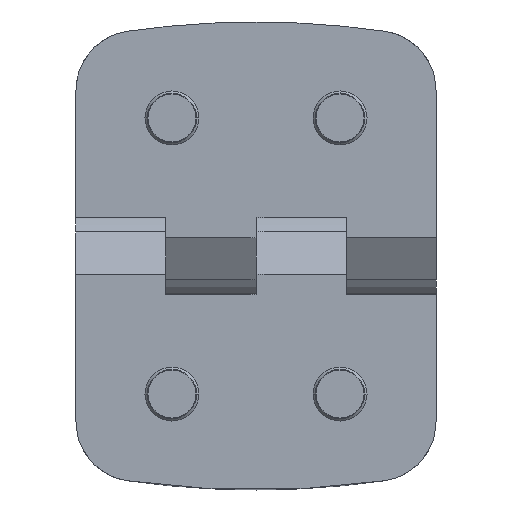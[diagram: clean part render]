
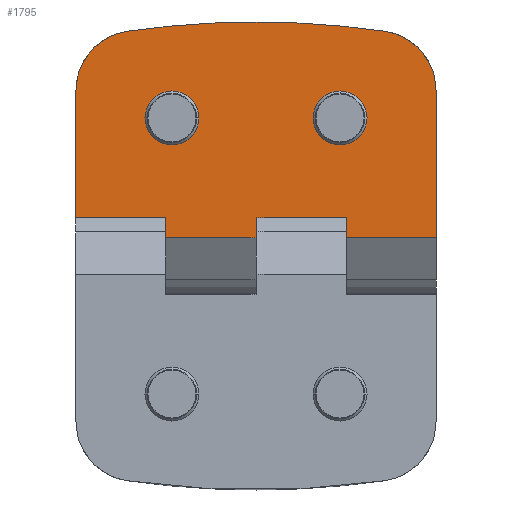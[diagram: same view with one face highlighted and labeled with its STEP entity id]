
A CAD part, left-side view. The second image highlights one B-rep face of the part: STEP entity #1795.
In plain terms, the highlighted planar face has unit normal (-1, 0, 0).
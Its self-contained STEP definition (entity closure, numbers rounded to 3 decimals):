
#236 = CARTESIAN_POINT ( 'NONE',  ( 0., 15., 13.782 ) ) ;
#264 = FACE_OUTER_BOUND ( 'NONE', #2837, .T. ) ;
#275 = ORIENTED_EDGE ( 'NONE', *, *, #3479, .T. ) ;
#292 = ORIENTED_EDGE ( 'NONE', *, *, #2127, .T. ) ;
#307 = ORIENTED_EDGE ( 'NONE', *, *, #4459, .F. ) ;
#321 = VECTOR ( 'NONE', #2638, 1000. ) ;
#327 = CARTESIAN_POINT ( 'NONE',  ( 0., 7., 11.5 ) ) ;
#374 = DIRECTION ( 'NONE',  ( 0., 0., 1. ) ) ;
#399 = EDGE_CURVE ( 'NONE', #1010, #604, #2602, .T. ) ;
#401 = DIRECTION ( 'NONE',  ( -1., 0., 0. ) ) ;
#403 = ORIENTED_EDGE ( 'NONE', *, *, #1922, .F. ) ;
#471 = ORIENTED_EDGE ( 'NONE', *, *, #2021, .T. ) ;
#526 = DIRECTION ( 'NONE',  ( 0., 0., 1. ) ) ;
#561 = CARTESIAN_POINT ( 'NONE',  ( 0., -10., 13.782 ) ) ;
#579 = LINE ( 'NONE', #3075, #3665 ) ;
#594 = VECTOR ( 'NONE', #3961, 1000. ) ;
#604 = VERTEX_POINT ( 'NONE', #3077 ) ;
#632 = EDGE_CURVE ( 'NONE', #4839, #1667, #2457, .T. ) ;
#693 = AXIS2_PLACEMENT_3D ( 'NONE', #3701, #4501, #2419 ) ;
#701 = CARTESIAN_POINT ( 'NONE',  ( 0., -7., 11.5 ) ) ;
#715 = VERTEX_POINT ( 'NONE', #4045 ) ;
#736 = CARTESIAN_POINT ( 'NONE',  ( 0., 7.5, 1.526 ) ) ;
#745 = CARTESIAN_POINT ( 'NONE',  ( 0., -15., 1.526 ) ) ;
#761 = VECTOR ( 'NONE', #1048, 1000. ) ;
#914 = CIRCLE ( 'NONE', #2368, 2.25 ) ;
#944 = CARTESIAN_POINT ( 'NONE',  ( 0., 0., 1.7 ) ) ;
#996 = EDGE_CURVE ( 'NONE', #4792, #3193, #3752, .T. ) ;
#1010 = VERTEX_POINT ( 'NONE', #3821 ) ;
#1048 = DIRECTION ( 'NONE',  ( 0., 1., 0. ) ) ;
#1063 = ORIENTED_EDGE ( 'NONE', *, *, #1415, .T. ) ;
#1159 = DIRECTION ( 'NONE',  ( 0., 0., 1. ) ) ;
#1239 = VECTOR ( 'NONE', #4182, 1000. ) ;
#1248 = DIRECTION ( 'NONE',  ( 0., 0., 1. ) ) ;
#1293 = CARTESIAN_POINT ( 'NONE',  ( 0., 0., 3.2 ) ) ;
#1318 = ORIENTED_EDGE ( 'NONE', *, *, #4492, .T. ) ;
#1340 = CARTESIAN_POINT ( 'NONE',  ( 0., 0., 19.5 ) ) ;
#1343 = CARTESIAN_POINT ( 'NONE',  ( 0., -15., 0. ) ) ;
#1374 = CARTESIAN_POINT ( 'NONE',  ( 0., -7., 9.25 ) ) ;
#1394 = DIRECTION ( 'NONE',  ( 1., 0., 0. ) ) ;
#1415 = EDGE_CURVE ( 'NONE', #3193, #3386, #5319, .T. ) ;
#1435 = DIRECTION ( 'NONE',  ( 0., 0., -1. ) ) ;
#1461 = CARTESIAN_POINT ( 'NONE',  ( 0., 0., 1.526 ) ) ;
#1466 = CARTESIAN_POINT ( 'NONE',  ( 0., 7., 9.25 ) ) ;
#1542 = ORIENTED_EDGE ( 'NONE', *, *, #1575, .T. ) ;
#1575 = EDGE_CURVE ( 'NONE', #715, #4839, #4940, .T. ) ;
#1594 = AXIS2_PLACEMENT_3D ( 'NONE', #3559, #401, #3417 ) ;
#1603 = LINE ( 'NONE', #2178, #2195 ) ;
#1652 = ORIENTED_EDGE ( 'NONE', *, *, #2140, .T. ) ;
#1667 = VERTEX_POINT ( 'NONE', #5332 ) ;
#1716 = EDGE_LOOP ( 'NONE', ( #4416, #3934 ) ) ;
#1795 = ADVANCED_FACE ( 'NONE', ( #3346, #3422, #264 ), #3010, .T. ) ;
#1862 = EDGE_CURVE ( 'NONE', #3386, #2554, #4021, .T. ) ;
#1885 = LINE ( 'NONE', #2709, #761 ) ;
#1922 = EDGE_CURVE ( 'NONE', #4792, #3464, #2441, .T. ) ;
#2001 = VERTEX_POINT ( 'NONE', #3740 ) ;
#2021 = EDGE_CURVE ( 'NONE', #1667, #2001, #1603, .T. ) ;
#2047 = DIRECTION ( 'NONE',  ( -1., 0., 0. ) ) ;
#2127 = EDGE_CURVE ( 'NONE', #604, #3464, #579, .T. ) ;
#2140 = EDGE_CURVE ( 'NONE', #3080, #1010, #3092, .T. ) ;
#2147 = VECTOR ( 'NONE', #3949, 1000. ) ;
#2178 = CARTESIAN_POINT ( 'NONE',  ( 0., 7.5, 3.2 ) ) ;
#2185 = DIRECTION ( 'NONE',  ( 0., 0., -1. ) ) ;
#2195 = VECTOR ( 'NONE', #5076, 1000. ) ;
#2299 = AXIS2_PLACEMENT_3D ( 'NONE', #561, #3407, #4340 ) ;
#2367 = CARTESIAN_POINT ( 'NONE',  ( 0., 0., -55.5 ) ) ;
#2368 = AXIS2_PLACEMENT_3D ( 'NONE', #4099, #2806, #1159 ) ;
#2406 = DIRECTION ( 'NONE',  ( 1., 0., 0. ) ) ;
#2419 = DIRECTION ( 'NONE',  ( 0., 0., 1. ) ) ;
#2441 = LINE ( 'NONE', #3641, #2645 ) ;
#2457 = LINE ( 'NONE', #4333, #2147 ) ;
#2531 = ORIENTED_EDGE ( 'NONE', *, *, #4225, .T. ) ;
#2537 = CARTESIAN_POINT ( 'NONE',  ( 0., -15., 13.782 ) ) ;
#2554 = VERTEX_POINT ( 'NONE', #1340 ) ;
#2562 = CARTESIAN_POINT ( 'NONE',  ( 0., 7.5, 1.7 ) ) ;
#2602 = LINE ( 'NONE', #1293, #1239 ) ;
#2638 = DIRECTION ( 'NONE',  ( 0., 0., 1. ) ) ;
#2645 = VECTOR ( 'NONE', #3655, 1000. ) ;
#2672 = VERTEX_POINT ( 'NONE', #1466 ) ;
#2709 = CARTESIAN_POINT ( 'NONE',  ( 0., 15., 1.526 ) ) ;
#2712 = AXIS2_PLACEMENT_3D ( 'NONE', #2367, #2772, #4414 ) ;
#2743 = CIRCLE ( 'NONE', #2782, 2.25 ) ;
#2772 = DIRECTION ( 'NONE',  ( -1., 0., 0. ) ) ;
#2782 = AXIS2_PLACEMENT_3D ( 'NONE', #3424, #1394, #2185 ) ;
#2806 = DIRECTION ( 'NONE',  ( 1., 0., 0. ) ) ;
#2837 = EDGE_LOOP ( 'NONE', ( #4128, #471, #1318, #307, #1652, #5231, #292, #403, #4741, #1063, #4831, #275, #1542 ) ) ;
#2912 = CARTESIAN_POINT ( 'NONE',  ( 0., 7., 13.75 ) ) ;
#3010 = PLANE ( 'NONE',  #1594 ) ;
#3023 = CARTESIAN_POINT ( 'NONE',  ( 0., -7., 13.75 ) ) ;
#3075 = CARTESIAN_POINT ( 'NONE',  ( 0., -7.5, 1.7 ) ) ;
#3077 = CARTESIAN_POINT ( 'NONE',  ( 0., -7.5, 3.2 ) ) ;
#3080 = VERTEX_POINT ( 'NONE', #1461 ) ;
#3092 = LINE ( 'NONE', #944, #3544 ) ;
#3193 = VERTEX_POINT ( 'NONE', #2537 ) ;
#3227 = VERTEX_POINT ( 'NONE', #2912 ) ;
#3234 = CIRCLE ( 'NONE', #4050, 2.25 ) ;
#3260 = CARTESIAN_POINT ( 'NONE',  ( 0., 10., 13.782 ) ) ;
#3346 = FACE_BOUND ( 'NONE', #1716, .T. ) ;
#3386 = VERTEX_POINT ( 'NONE', #4683 ) ;
#3407 = DIRECTION ( 'NONE',  ( -1., 0., 0. ) ) ;
#3417 = DIRECTION ( 'NONE',  ( 0., 0., 1. ) ) ;
#3422 = FACE_BOUND ( 'NONE', #4041, .T. ) ;
#3424 = CARTESIAN_POINT ( 'NONE',  ( 0., -7., 11.5 ) ) ;
#3428 = CIRCLE ( 'NONE', #3576, 2.25 ) ;
#3464 = VERTEX_POINT ( 'NONE', #4854 ) ;
#3479 = EDGE_CURVE ( 'NONE', #2554, #715, #4576, .T. ) ;
#3510 = VERTEX_POINT ( 'NONE', #736 ) ;
#3544 = VECTOR ( 'NONE', #526, 1000. ) ;
#3556 = DIRECTION ( 'NONE',  ( 0., 0., -1. ) ) ;
#3559 = CARTESIAN_POINT ( 'NONE',  ( 0., 15., 1.7 ) ) ;
#3576 = AXIS2_PLACEMENT_3D ( 'NONE', #327, #2406, #374 ) ;
#3641 = CARTESIAN_POINT ( 'NONE',  ( 0., 15., 1.526 ) ) ;
#3655 = DIRECTION ( 'NONE',  ( 0., 1., 0. ) ) ;
#3664 = EDGE_CURVE ( 'NONE', #5169, #5124, #2743, .T. ) ;
#3665 = VECTOR ( 'NONE', #1435, 1000. ) ;
#3701 = CARTESIAN_POINT ( 'NONE',  ( 0., 0., -55.5 ) ) ;
#3722 = ORIENTED_EDGE ( 'NONE', *, *, #4188, .T. ) ;
#3740 = CARTESIAN_POINT ( 'NONE',  ( 0., 7.5, 3.2 ) ) ;
#3752 = LINE ( 'NONE', #1343, #321 ) ;
#3821 = CARTESIAN_POINT ( 'NONE',  ( 0., 0., 3.2 ) ) ;
#3934 = ORIENTED_EDGE ( 'NONE', *, *, #4057, .T. ) ;
#3949 = DIRECTION ( 'NONE',  ( 0., 0., -1. ) ) ;
#3961 = DIRECTION ( 'NONE',  ( 0., 0., -1. ) ) ;
#4011 = DIRECTION ( 'NONE',  ( 1., 0., 0. ) ) ;
#4021 = CIRCLE ( 'NONE', #693, 75. ) ;
#4041 = EDGE_LOOP ( 'NONE', ( #3722, #2531 ) ) ;
#4045 = CARTESIAN_POINT ( 'NONE',  ( 0., 10.714, 18.731 ) ) ;
#4050 = AXIS2_PLACEMENT_3D ( 'NONE', #701, #4011, #3556 ) ;
#4057 = EDGE_CURVE ( 'NONE', #5124, #5169, #3234, .T. ) ;
#4099 = CARTESIAN_POINT ( 'NONE',  ( 0., 7., 11.5 ) ) ;
#4128 = ORIENTED_EDGE ( 'NONE', *, *, #632, .T. ) ;
#4182 = DIRECTION ( 'NONE',  ( 0., -1., 0. ) ) ;
#4188 = EDGE_CURVE ( 'NONE', #3227, #2672, #914, .T. ) ;
#4225 = EDGE_CURVE ( 'NONE', #2672, #3227, #3428, .T. ) ;
#4333 = CARTESIAN_POINT ( 'NONE',  ( 0., 15., 1.7 ) ) ;
#4340 = DIRECTION ( 'NONE',  ( 0., 0., 1. ) ) ;
#4362 = AXIS2_PLACEMENT_3D ( 'NONE', #3260, #2047, #1248 ) ;
#4414 = DIRECTION ( 'NONE',  ( 0., 0., 1. ) ) ;
#4416 = ORIENTED_EDGE ( 'NONE', *, *, #3664, .T. ) ;
#4459 = EDGE_CURVE ( 'NONE', #3080, #3510, #1885, .T. ) ;
#4492 = EDGE_CURVE ( 'NONE', #2001, #3510, #4617, .T. ) ;
#4501 = DIRECTION ( 'NONE',  ( -1., 0., 0. ) ) ;
#4576 = CIRCLE ( 'NONE', #2712, 75. ) ;
#4617 = LINE ( 'NONE', #2562, #594 ) ;
#4683 = CARTESIAN_POINT ( 'NONE',  ( 0., -10.714, 18.731 ) ) ;
#4741 = ORIENTED_EDGE ( 'NONE', *, *, #996, .T. ) ;
#4792 = VERTEX_POINT ( 'NONE', #745 ) ;
#4831 = ORIENTED_EDGE ( 'NONE', *, *, #1862, .T. ) ;
#4839 = VERTEX_POINT ( 'NONE', #236 ) ;
#4854 = CARTESIAN_POINT ( 'NONE',  ( 0., -7.5, 1.526 ) ) ;
#4940 = CIRCLE ( 'NONE', #4362, 5. ) ;
#5076 = DIRECTION ( 'NONE',  ( 0., -1., 0. ) ) ;
#5124 = VERTEX_POINT ( 'NONE', #3023 ) ;
#5169 = VERTEX_POINT ( 'NONE', #1374 ) ;
#5231 = ORIENTED_EDGE ( 'NONE', *, *, #399, .T. ) ;
#5319 = CIRCLE ( 'NONE', #2299, 5. ) ;
#5332 = CARTESIAN_POINT ( 'NONE',  ( 0., 15., 3.2 ) ) ;
